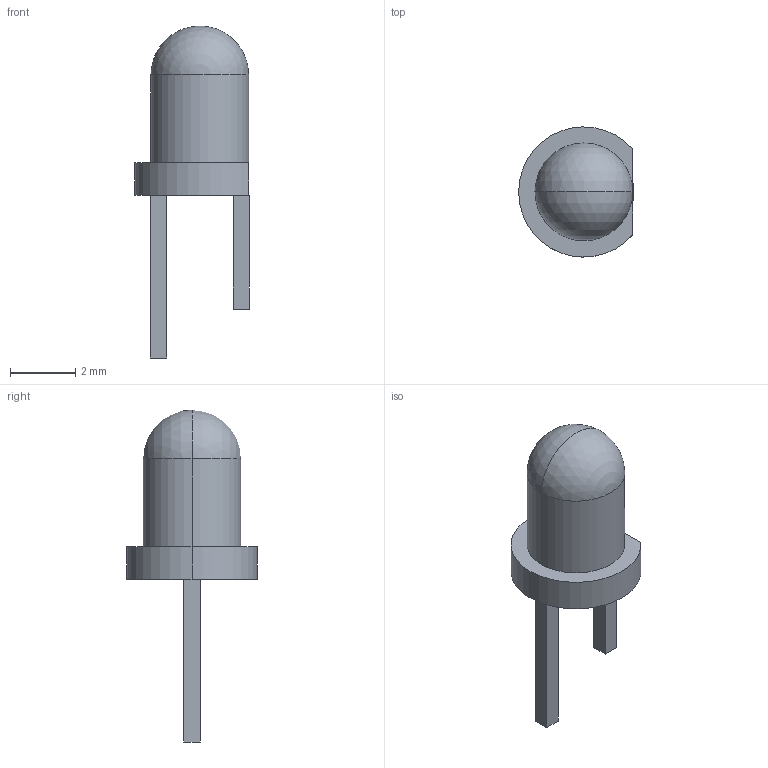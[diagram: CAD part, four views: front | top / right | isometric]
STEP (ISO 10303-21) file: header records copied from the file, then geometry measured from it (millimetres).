
FILE_DESCRIPTION (( 'STEP AP214' ), '1' );
FILE_NAME ('LED-TH_BD3.0-P2.54-FD-GREEN.STEP', '2022-05-17T07:03:22', ( '' ), ( '' ), 'SwSTEP 2.0', 'SolidWorks 2020', '' );
FILE_SCHEMA (( 'AUTOMOTIVE_DESIGN' ));
Length unit declared in the file: millimetre
Products named in the file (1): LED-TH_BD3.0-P2.54-FD-GREEN
Bounding box: 3.52 x 4 x 10.2 mm (x, y, z)
Volume: 39.9 mm3; surface area: 85.3 mm2
Topology: 1 solids, 1 shells, 80 faces, 210 edges, 137 vertices
Faces by surface type: plane 60, bspline 14, cylinder 4, sphere 2
Entity records: 3360 total; most frequent: CARTESIAN_POINT 1220, ORIENTED_EDGE 412, DIRECTION 322, EDGE_CURVE 206, VECTOR 168, LINE 168, VERTEX_POINT 135, EDGE_LOOP 87
